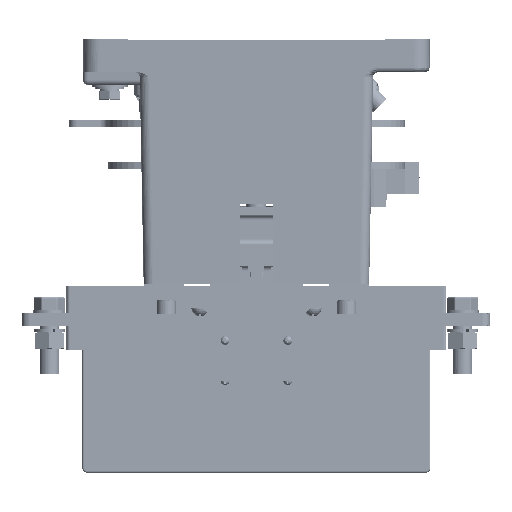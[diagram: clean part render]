
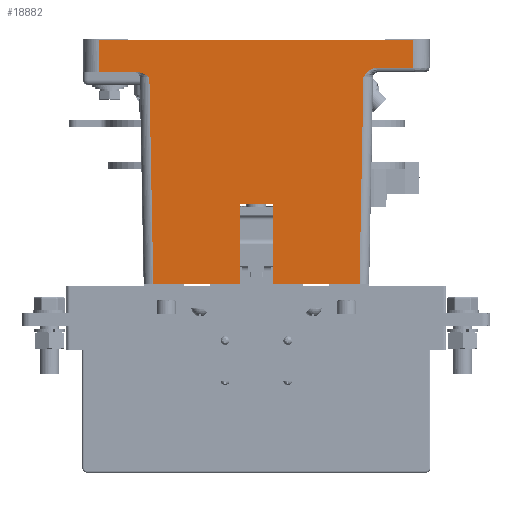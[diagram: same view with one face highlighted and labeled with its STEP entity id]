
A CAD part, left-side view. The second image highlights one B-rep face of the part: STEP entity #18882.
In plain terms, the highlighted planar face has unit normal (-1, 0, -0.015).
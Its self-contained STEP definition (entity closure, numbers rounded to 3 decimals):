
#124=CARTESIAN_POINT('',(2.899,32.602,-17.693));
#125=CARTESIAN_POINT('',(2.899,33.012,-17.693));
#126=CARTESIAN_POINT('',(2.901,33.847,-17.765));
#127=CARTESIAN_POINT('',(2.906,35.188,-18.135));
#128=CARTESIAN_POINT('',(2.916,36.511,-18.781));
#129=CARTESIAN_POINT('',(2.929,37.737,-19.666));
#130=CARTESIAN_POINT('',(2.938,38.412,-20.313));
#131=CARTESIAN_POINT('',(2.943,38.732,-20.648));
#133=DIRECTION('',(-0.015,-0.019,1.));
#134=VECTOR('',#133,128.582);
#135=CARTESIAN_POINT('',(4.896,43.499,-152.148));
#136=LINE('',#135,#134);
#137=DIRECTION('',(0.,1.,0.));
#138=VECTOR('',#137,54.001);
#139=CARTESIAN_POINT('',(4.896,43.499,-152.148));
#140=LINE('',#139,#138);
#141=DIRECTION('',(-0.015,0.,1.));
#142=VECTOR('',#141,50.006);
#143=CARTESIAN_POINT('',(4.896,97.5,-152.148));
#144=LINE('',#143,#142);
#145=DIRECTION('',(0.,-1.,0.));
#146=VECTOR('',#145,20.);
#147=CARTESIAN_POINT('',(4.154,117.5,-102.148));
#148=LINE('',#147,#146);
#149=DIRECTION('',(-0.015,0.,1.));
#150=VECTOR('',#149,50.006);
#151=CARTESIAN_POINT('',(4.896,117.5,-152.148));
#152=LINE('',#151,#150);
#153=DIRECTION('',(0.,1.,0.));
#154=VECTOR('',#153,54.001);
#155=CARTESIAN_POINT('',(4.896,117.5,-152.148));
#156=LINE('',#155,#154);
#157=DIRECTION('',(0.015,-0.019,-1.));
#158=VECTOR('',#157,128.582);
#159=CARTESIAN_POINT('',(2.987,173.944,-23.604));
#160=LINE('',#159,#158);
#161=DIRECTION('',(-0.015,0.,1.));
#162=VECTOR('',#161,20.002);
#163=CARTESIAN_POINT('',(2.943,205.,-20.648));
#164=LINE('',#163,#162);
#165=DIRECTION('',(0.,1.,0.));
#166=VECTOR('',#165,17.5);
#167=CARTESIAN_POINT('',(2.646,187.5,-0.648));
#168=LINE('',#167,#166);
#169=DIRECTION('',(0.,1.,0.));
#170=VECTOR('',#169,17.5);
#171=CARTESIAN_POINT('',(2.646,10.,-0.648));
#172=LINE('',#171,#170);
#173=DIRECTION('',(0.015,0.,-1.));
#174=VECTOR('',#173,17.046);
#175=CARTESIAN_POINT('',(2.646,10.,-0.648));
#176=LINE('',#175,#174);
#177=DIRECTION('',(0.,1.,0.));
#178=VECTOR('',#177,22.602);
#179=CARTESIAN_POINT('',(2.899,10.,-17.693));
#180=LINE('',#179,#178);
#243=DIRECTION('',(0.,1.,0.));
#244=VECTOR('',#243,159.999);
#245=CARTESIAN_POINT('',(2.646,27.5,-0.648));
#246=LINE('',#245,#244);
#1537=DIRECTION('',(0.,-1.,0.));
#1538=VECTOR('',#1537,24.387);
#1539=CARTESIAN_POINT('',(2.943,205.,-20.648));
#1540=LINE('',#1539,#1538);
#1547=CARTESIAN_POINT('',(2.943,180.613,-20.648));
#2655=CARTESIAN_POINT('',(4.896,43.499,-152.148));
#2685=CARTESIAN_POINT('',(4.896,171.501,-152.148));
#9935=CARTESIAN_POINT('',(2.646,205.,-0.648));
#9957=CARTESIAN_POINT('',(2.646,10.,-0.648));
#10431=CARTESIAN_POINT('',(2.987,41.056,
-23.604));
#11042=CARTESIAN_POINT('',(2.987,41.056,
-23.604));
#11043=CARTESIAN_POINT('',(2.985,40.957,
-23.46));
#11044=CARTESIAN_POINT('',(2.981,40.751,
-23.173));
#11045=CARTESIAN_POINT('',(2.974,40.437,
-22.737));
#11046=CARTESIAN_POINT('',(2.967,40.095,
-22.274));
#11047=CARTESIAN_POINT('',(2.96,39.711,
-21.776));
#11048=CARTESIAN_POINT('',(2.952,39.267,
-21.234));
#11049=CARTESIAN_POINT('',(2.946,38.92,
-20.846));
#11050=CARTESIAN_POINT('',(2.943,38.732,
-20.648));
#11077=CARTESIAN_POINT('',(2.943,180.613,
-20.648));
#11078=CARTESIAN_POINT('',(2.943,180.214,
-20.648));
#11079=CARTESIAN_POINT('',(2.945,179.392,
-20.734));
#11080=CARTESIAN_POINT('',(2.95,178.074,
-21.128));
#11081=CARTESIAN_POINT('',(2.96,176.724,
-21.768));
#11082=CARTESIAN_POINT('',(2.972,175.359,
-22.607));
#11083=CARTESIAN_POINT('',(2.982,174.427,
-23.264));
#11084=CARTESIAN_POINT('',(2.987,173.944,
-23.604));
#15569=CARTESIAN_POINT('',(2.646,187.5,
-0.648));
#15571=VERTEX_POINT('',#15569);
#15583=CARTESIAN_POINT('',(2.646,27.5,
-0.648));
#15584=VERTEX_POINT('',#15583);
#15667=CARTESIAN_POINT('',(4.896,117.5,-152.148));
#15668=CARTESIAN_POINT('',(4.154,117.5,-102.148));
#15669=VERTEX_POINT('',#15667);
#15670=VERTEX_POINT('',#15668);
#15671=CARTESIAN_POINT('',(4.154,97.5,-102.148));
#15672=VERTEX_POINT('',#15671);
#15673=CARTESIAN_POINT('',(4.896,97.5,-152.148));
#15674=VERTEX_POINT('',#15673);
#15736=VERTEX_POINT('',#2655);
#15749=VERTEX_POINT('',#2685);
#15775=VERTEX_POINT('',#9957);
#15780=VERTEX_POINT('',#9935);
#15781=CARTESIAN_POINT('',(2.943,205.,-20.648));
#15782=VERTEX_POINT('',#15781);
#15881=VERTEX_POINT('',#10431);
#15892=CARTESIAN_POINT('',(2.899,10.,
-17.693));
#15893=CARTESIAN_POINT('',(2.899,32.602,
-17.693));
#15894=VERTEX_POINT('',#15892);
#15895=VERTEX_POINT('',#15893);
#15909=VERTEX_POINT('',#131);
#15918=CARTESIAN_POINT('',(2.987,173.944,
-23.604));
#15919=VERTEX_POINT('',#15918);
#15933=VERTEX_POINT('',#1547);
#18841=CARTESIAN_POINT('',(4.896,0.,-152.148));
#18842=DIRECTION('',(-1.,0.,-0.015));
#18843=DIRECTION('',(-0.015,0.,1.));
#18844=AXIS2_PLACEMENT_3D('',#18841,#18842,#18843);
#18845=PLANE('',#18844);
#18847=ORIENTED_EDGE('',*,*,#18846,.T.);
#18849=ORIENTED_EDGE('',*,*,#18848,.F.);
#18851=ORIENTED_EDGE('',*,*,#18850,.F.);
#18853=ORIENTED_EDGE('',*,*,#18852,.T.);
#18855=ORIENTED_EDGE('',*,*,#18854,.T.);
#18857=ORIENTED_EDGE('',*,*,#18856,.F.);
#18859=ORIENTED_EDGE('',*,*,#18858,.F.);
#18861=ORIENTED_EDGE('',*,*,#18860,.T.);
#18863=ORIENTED_EDGE('',*,*,#18862,.F.);
#18865=ORIENTED_EDGE('',*,*,#18864,.F.);
#18867=ORIENTED_EDGE('',*,*,#18866,.F.);
#18869=ORIENTED_EDGE('',*,*,#18868,.T.);
#18871=ORIENTED_EDGE('',*,*,#18870,.F.);
#18873=ORIENTED_EDGE('',*,*,#18872,.F.);
#18875=ORIENTED_EDGE('',*,*,#18874,.F.);
#18877=ORIENTED_EDGE('',*,*,#18876,.T.);
#18879=ORIENTED_EDGE('',*,*,#18878,.T.);
#18880=EDGE_LOOP('',(#18847,#18849,#18851,#18853,#18855,#18857,#18859,#18861,
#18863,#18865,#18867,#18869,#18871,#18873,#18875,#18877,#18879));
#18881=FACE_OUTER_BOUND('',#18880,.F.);
#18882=ADVANCED_FACE('',(#18881),#18845,.T.);
#132=B_SPLINE_CURVE_WITH_KNOTS('',3,(#124,#125,#126,#127,#128,#129,#130,#131),
.UNSPECIFIED.,.F.,.F.,(4,1,1,1,1,4),(0.,0.2,0.4,0.6,0.8,1.),
.UNSPECIFIED.);
#11051=B_SPLINE_CURVE_WITH_KNOTS('',3,(#11042,#11043,#11044,#11045,#11046,
#11047,#11048,#11049,#11050),.UNSPECIFIED.,.F.,.F.,(4,1,1,1,1,1,4),(0.,
0.167,0.333,0.5,0.667,0.833,
1.),.UNSPECIFIED.);
#11085=B_SPLINE_CURVE_WITH_KNOTS('',3,(#11077,#11078,#11079,#11080,#11081,
#11082,#11083,#11084),.UNSPECIFIED.,.F.,.F.,(4,1,1,1,1,4),(0.,0.2,0.4,
0.6,0.8,1.),.UNSPECIFIED.);
#18846=EDGE_CURVE('',#15895,#15909,#132,.T.);
#18848=EDGE_CURVE('',#15881,#15909,#11051,.T.);
#18850=EDGE_CURVE('',#15736,#15881,#136,.T.);
#18852=EDGE_CURVE('',#15736,#15674,#140,.T.);
#18854=EDGE_CURVE('',#15674,#15672,#144,.T.);
#18856=EDGE_CURVE('',#15670,#15672,#148,.T.);
#18858=EDGE_CURVE('',#15669,#15670,#152,.T.);
#18860=EDGE_CURVE('',#15669,#15749,#156,.T.);
#18862=EDGE_CURVE('',#15919,#15749,#160,.T.);
#18864=EDGE_CURVE('',#15933,#15919,#11085,.T.);
#18866=EDGE_CURVE('',#15782,#15933,#1540,.T.);
#18868=EDGE_CURVE('',#15782,#15780,#164,.T.);
#18870=EDGE_CURVE('',#15571,#15780,#168,.T.);
#18872=EDGE_CURVE('',#15584,#15571,#246,.T.);
#18874=EDGE_CURVE('',#15775,#15584,#172,.T.);
#18876=EDGE_CURVE('',#15775,#15894,#176,.T.);
#18878=EDGE_CURVE('',#15894,#15895,#180,.T.);
